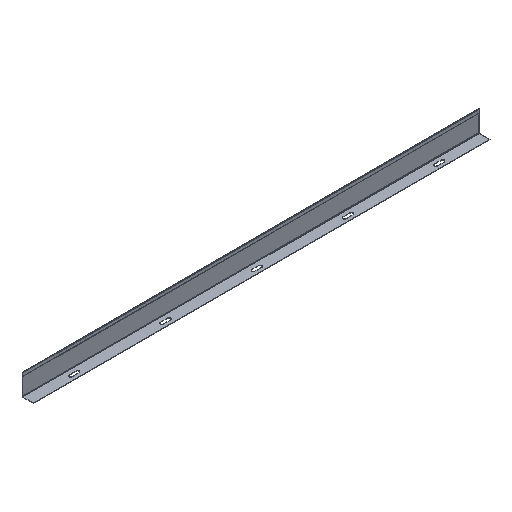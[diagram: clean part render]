
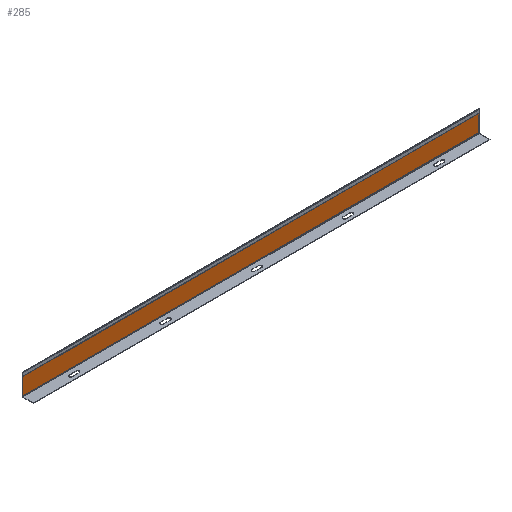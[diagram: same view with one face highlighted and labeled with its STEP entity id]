
A CAD part, isometric view. The second image highlights one B-rep face of the part: STEP entity #285.
In plain terms, the highlighted planar face has unit normal (0, -1, 0).
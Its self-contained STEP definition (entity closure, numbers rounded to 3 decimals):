
#10 = CARTESIAN_POINT ( 'NONE',  ( 500., -1., 1.5 ) ) ;
#19 = ORIENTED_EDGE ( 'NONE', *, *, #309, .F. ) ;
#90 = VERTEX_POINT ( 'NONE', #712 ) ;
#91 = ORIENTED_EDGE ( 'NONE', *, *, #970, .F. ) ;
#131 = FACE_OUTER_BOUND ( 'NONE', #1392, .T. ) ;
#133 = DIRECTION ( 'NONE',  ( -1., 0., 0. ) ) ;
#134 = VERTEX_POINT ( 'NONE', #10 ) ;
#175 = CARTESIAN_POINT ( 'NONE',  ( -500., -1., 46.45 ) ) ;
#192 = VERTEX_POINT ( 'NONE', #1144 ) ;
#225 = LINE ( 'NONE', #1346, #505 ) ;
#285 = ADVANCED_FACE ( 'NONE', ( #131 ), #694, .T. ) ;
#309 = EDGE_CURVE ( 'NONE', #90, #192, #608, .T. ) ;
#394 = EDGE_CURVE ( 'NONE', #134, #192, #738, .T. ) ;
#403 = CARTESIAN_POINT ( 'NONE',  ( -500., -1., 1.5 ) ) ;
#505 = VECTOR ( 'NONE', #1254, 1000. ) ;
#506 = DIRECTION ( 'NONE',  ( 1., 0., 0. ) ) ;
#563 = AXIS2_PLACEMENT_3D ( 'NONE', #1368, #1164, #936 ) ;
#608 = LINE ( 'NONE', #175, #734 ) ;
#610 = ORIENTED_EDGE ( 'NONE', *, *, #1272, .F. ) ;
#680 = CARTESIAN_POINT ( 'NONE',  ( 500., -1., 1.5 ) ) ;
#694 = PLANE ( 'NONE',  #563 ) ;
#712 = CARTESIAN_POINT ( 'NONE',  ( -500., -1., 46.45 ) ) ;
#734 = VECTOR ( 'NONE', #506, 1000. ) ;
#738 = LINE ( 'NONE', #969, #1159 ) ;
#936 = DIRECTION ( 'NONE',  ( 0., 0., -1. ) ) ;
#969 = CARTESIAN_POINT ( 'NONE',  ( 500., -1., 0. ) ) ;
#970 = EDGE_CURVE ( 'NONE', #1154, #90, #225, .T. ) ;
#1138 = LINE ( 'NONE', #680, #1235 ) ;
#1144 = CARTESIAN_POINT ( 'NONE',  ( 500., -1., 46.45 ) ) ;
#1154 = VERTEX_POINT ( 'NONE', #403 ) ;
#1159 = VECTOR ( 'NONE', #1418, 1000. ) ;
#1164 = DIRECTION ( 'NONE',  ( 0., -1., 0. ) ) ;
#1235 = VECTOR ( 'NONE', #133, 1000. ) ;
#1254 = DIRECTION ( 'NONE',  ( 0., 0., 1. ) ) ;
#1272 = EDGE_CURVE ( 'NONE', #134, #1154, #1138, .T. ) ;
#1346 = CARTESIAN_POINT ( 'NONE',  ( -500., -1., 0. ) ) ;
#1359 = ORIENTED_EDGE ( 'NONE', *, *, #394, .T. ) ;
#1368 = CARTESIAN_POINT ( 'NONE',  ( 500., -1., 0. ) ) ;
#1392 = EDGE_LOOP ( 'NONE', ( #19, #91, #610, #1359 ) ) ;
#1418 = DIRECTION ( 'NONE',  ( 0., 0., 1. ) ) ;
